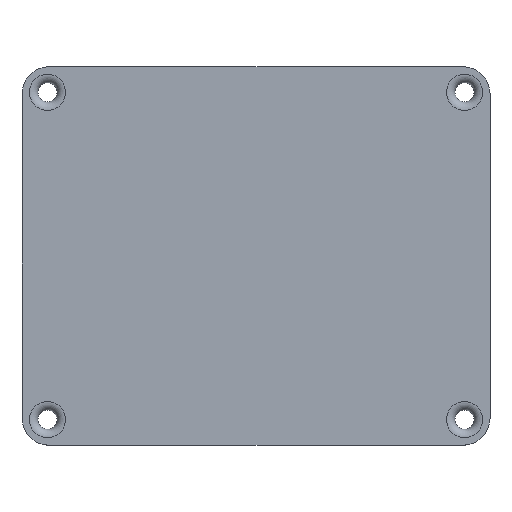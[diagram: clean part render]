
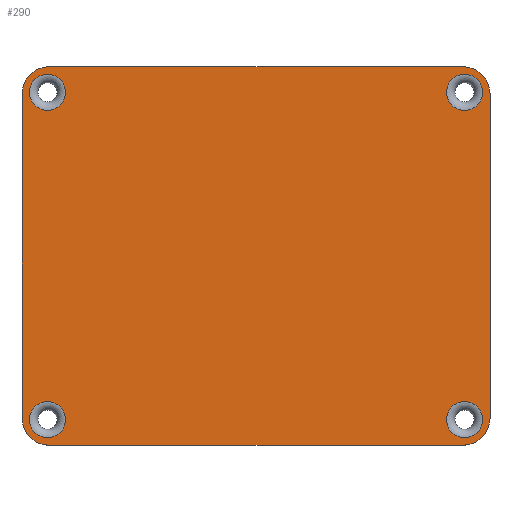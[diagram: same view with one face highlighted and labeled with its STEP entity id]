
A CAD part, top view. The second image highlights one B-rep face of the part: STEP entity #290.
In plain terms, the highlighted planar face has unit normal (0, 0, 1).
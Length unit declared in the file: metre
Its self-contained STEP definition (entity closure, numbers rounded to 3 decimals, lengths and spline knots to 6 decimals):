
#24=CIRCLE('',#322,0.00425);
#25=CIRCLE('',#323,0.00425);
#26=CIRCLE('',#324,0.00425);
#27=CIRCLE('',#325,0.00425);
#28=CIRCLE('',#326,0.00635);
#29=CIRCLE('',#327,0.00635);
#30=CIRCLE('',#328,0.00635);
#31=CIRCLE('',#329,0.00635);
#60=ORIENTED_EDGE('',*,*,#132,.T.);
#61=ORIENTED_EDGE('',*,*,#133,.T.);
#62=ORIENTED_EDGE('',*,*,#134,.T.);
#63=ORIENTED_EDGE('',*,*,#135,.T.);
#64=ORIENTED_EDGE('',*,*,#118,.F.);
#65=ORIENTED_EDGE('',*,*,#136,.T.);
#66=ORIENTED_EDGE('',*,*,#120,.T.);
#67=ORIENTED_EDGE('',*,*,#137,.T.);
#68=ORIENTED_EDGE('',*,*,#126,.T.);
#69=ORIENTED_EDGE('',*,*,#138,.T.);
#70=ORIENTED_EDGE('',*,*,#130,.F.);
#71=ORIENTED_EDGE('',*,*,#139,.T.);
#118=EDGE_CURVE('',#154,#155,#182,.T.);
#120=EDGE_CURVE('',#156,#157,#184,.T.);
#126=EDGE_CURVE('',#163,#162,#190,.T.);
#130=EDGE_CURVE('',#166,#167,#194,.T.);
#132=EDGE_CURVE('',#168,#168,#24,.F.);
#133=EDGE_CURVE('',#169,#169,#25,.F.);
#134=EDGE_CURVE('',#170,#170,#26,.F.);
#135=EDGE_CURVE('',#171,#171,#27,.F.);
#136=EDGE_CURVE('',#154,#156,#28,.T.);
#137=EDGE_CURVE('',#157,#163,#29,.T.);
#138=EDGE_CURVE('',#162,#167,#30,.T.);
#139=EDGE_CURVE('',#166,#155,#31,.T.);
#154=VERTEX_POINT('',#455);
#155=VERTEX_POINT('',#457);
#156=VERTEX_POINT('',#461);
#157=VERTEX_POINT('',#462);
#162=VERTEX_POINT('',#473);
#163=VERTEX_POINT('',#475);
#166=VERTEX_POINT('',#482);
#167=VERTEX_POINT('',#484);
#168=VERTEX_POINT('',#488);
#169=VERTEX_POINT('',#490);
#170=VERTEX_POINT('',#492);
#171=VERTEX_POINT('',#494);
#182=LINE('',#456,#198);
#184=LINE('',#460,#200);
#190=LINE('',#474,#206);
#194=LINE('',#483,#210);
#198=VECTOR('',#361,1.);
#200=VECTOR('',#365,1.);
#206=VECTOR('',#373,1.);
#210=VECTOR('',#379,1.);
#216=EDGE_LOOP('',(#60));
#217=EDGE_LOOP('',(#61));
#218=EDGE_LOOP('',(#62));
#219=EDGE_LOOP('',(#63));
#220=EDGE_LOOP('',(#64,#65,#66,#67,#68,#69,#70,#71));
#250=FACE_BOUND('',#216,.T.);
#251=FACE_BOUND('',#217,.T.);
#252=FACE_BOUND('',#218,.T.);
#253=FACE_BOUND('',#219,.T.);
#254=FACE_BOUND('',#220,.T.);
#284=PLANE('',#321);
#290=ADVANCED_FACE('',(#250,#251,#252,#253,#254),#284,.T.);
#321=AXIS2_PLACEMENT_3D('',#486,#381,#382);
#322=AXIS2_PLACEMENT_3D('',#487,#383,#384);
#323=AXIS2_PLACEMENT_3D('',#489,#385,#386);
#324=AXIS2_PLACEMENT_3D('',#491,#387,#388);
#325=AXIS2_PLACEMENT_3D('',#493,#389,#390);
#326=AXIS2_PLACEMENT_3D('',#495,#391,#392);
#327=AXIS2_PLACEMENT_3D('',#496,#393,#394);
#328=AXIS2_PLACEMENT_3D('',#497,#395,#396);
#329=AXIS2_PLACEMENT_3D('',#498,#397,#398);
#361=DIRECTION('',(1.,0.,0.));
#365=DIRECTION('',(0.,-1.,0.));
#373=DIRECTION('',(1.,0.,0.));
#379=DIRECTION('',(0.,-1.,0.));
#381=DIRECTION('',(0.,0.,1.));
#382=DIRECTION('',(1.,0.,0.));
#383=DIRECTION('',(0.,0.,1.));
#384=DIRECTION('',(1.,0.,0.));
#385=DIRECTION('',(0.,0.,1.));
#386=DIRECTION('',(1.,0.,0.));
#387=DIRECTION('',(0.,0.,1.));
#388=DIRECTION('',(1.,0.,0.));
#389=DIRECTION('',(0.,0.,1.));
#390=DIRECTION('',(1.,0.,0.));
#391=DIRECTION('',(0.,0.,1.));
#392=DIRECTION('',(1.,0.,0.));
#393=DIRECTION('',(0.,0.,1.));
#394=DIRECTION('',(1.,0.,0.));
#395=DIRECTION('',(0.,0.,1.));
#396=DIRECTION('',(1.,0.,0.));
#397=DIRECTION('',(0.,0.,1.));
#398=DIRECTION('',(1.,0.,0.));
#455=CARTESIAN_POINT('',(-0.05287,0.025824,0.003));
#456=CARTESIAN_POINT('',(-0.00412,0.025824,0.003));
#457=CARTESIAN_POINT('',(0.04463,0.025824,0.003));
#460=CARTESIAN_POINT('',(-0.05922,-0.018726,0.003));
#461=CARTESIAN_POINT('',(-0.05922,0.019474,0.003));
#462=CARTESIAN_POINT('',(-0.05922,-0.056926,0.003));
#473=CARTESIAN_POINT('',(0.04463,-0.063276,0.003));
#474=CARTESIAN_POINT('',(-0.00412,-0.063276,0.003));
#475=CARTESIAN_POINT('',(-0.05287,-0.063276,0.003));
#482=CARTESIAN_POINT('',(0.05098,0.019474,0.003));
#483=CARTESIAN_POINT('',(0.05098,-0.018726,0.003));
#484=CARTESIAN_POINT('',(0.05098,-0.056926,0.003));
#486=CARTESIAN_POINT('',(-0.00412,-0.018726,0.003));
#487=CARTESIAN_POINT('',(-0.05322,-0.057276,0.003));
#488=CARTESIAN_POINT('',(-0.04897,-0.057276,0.003));
#489=CARTESIAN_POINT('',(0.04498,-0.057276,0.003));
#490=CARTESIAN_POINT('',(0.04923,-0.057276,0.003));
#491=CARTESIAN_POINT('',(0.04498,0.019824,0.003));
#492=CARTESIAN_POINT('',(0.04923,0.019824,0.003));
#493=CARTESIAN_POINT('',(-0.05322,0.019824,0.003));
#494=CARTESIAN_POINT('',(-0.04897,0.019824,0.003));
#495=CARTESIAN_POINT('',(-0.05287,0.019474,0.003));
#496=CARTESIAN_POINT('',(-0.05287,-0.056926,0.003));
#497=CARTESIAN_POINT('',(0.04463,-0.056926,0.003));
#498=CARTESIAN_POINT('',(0.04463,0.019474,0.003));
